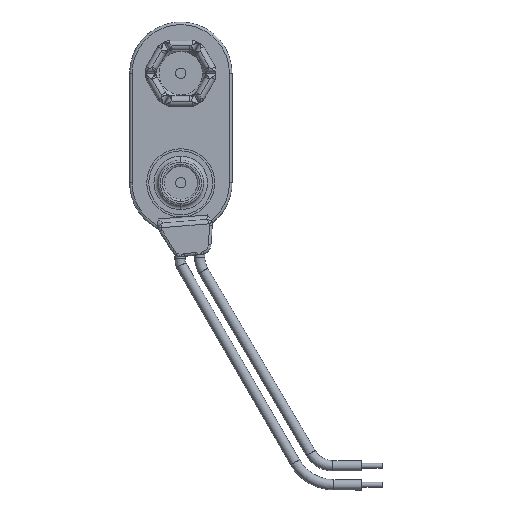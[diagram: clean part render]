
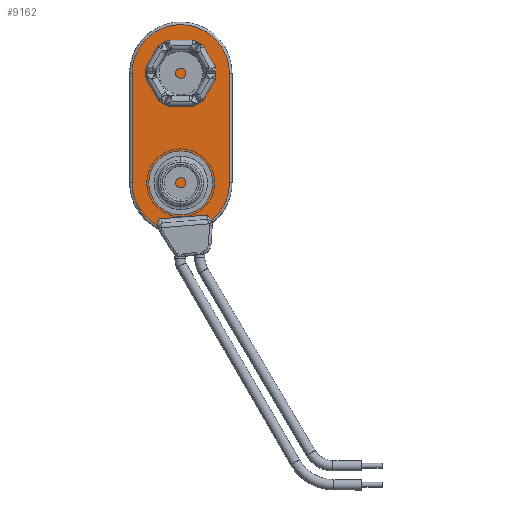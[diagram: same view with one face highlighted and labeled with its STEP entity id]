
A CAD part, left-side view. The second image highlights one B-rep face of the part: STEP entity #9162.
In plain terms, the highlighted planar face has unit normal (-1, 0, 0).
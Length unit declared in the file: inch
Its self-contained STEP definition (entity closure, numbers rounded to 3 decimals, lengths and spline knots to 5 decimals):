
#4 = EDGE_CURVE ( 'NONE', #5568, #15216, #2540, .T. ) ;
#258 = AXIS2_PLACEMENT_3D ( 'NONE', #1974, #5701, #9035 ) ;
#343 = CARTESIAN_POINT ( 'NONE',  ( 0.7625, 0.54816, 0.2655 ) ) ;
#500 = CARTESIAN_POINT ( 'NONE',  ( 0.7625, 0.42332, -0.45156 ) ) ;
#516 = CARTESIAN_POINT ( 'NONE',  ( 0.7625, 0.31225, -0.26563 ) ) ;
#715 = LINE ( 'NONE', #12444, #13916 ) ;
#832 = CARTESIAN_POINT ( 'NONE',  ( 0.7625, 0.16296, -0.44829 ) ) ;
#838 = PLANE ( 'NONE',  #258 ) ;
#1000 = FACE_OUTER_BOUND ( 'NONE', #9800, .T. ) ;
#1045 = EDGE_CURVE ( 'NONE', #4628, #9676, #12113, .T. ) ;
#1127 = DIRECTION ( 'NONE',  ( 0., 0., 1. ) ) ;
#1190 = CARTESIAN_POINT ( 'NONE',  ( 0.7625, 0.07634, 0.2655 ) ) ;
#1326 = CIRCLE ( 'NONE', #3749, 0.23591 ) ;
#1424 = CARTESIAN_POINT ( 'NONE',  ( 0.7625, 0.54816, -0.26563 ) ) ;
#1456 = DIRECTION ( 'NONE',  ( -1., 0., 0. ) ) ;
#1734 = VECTOR ( 'NONE', #1127, 39.37008 ) ;
#1974 = CARTESIAN_POINT ( 'NONE',  ( 0.7625, 0.31225, 0.2655 ) ) ;
#2224 = ORIENTED_EDGE ( 'NONE', *, *, #4, .T. ) ;
#2389 = CIRCLE ( 'NONE', #11789, 0.23591 ) ;
#2535 = CARTESIAN_POINT ( 'NONE',  ( 0.7625, 0.31225, -0.26563 ) ) ;
#2540 = LINE ( 'NONE', #11839, #1734 ) ;
#2741 = CARTESIAN_POINT ( 'NONE',  ( 0.7625, 0.42421, -0.47328 ) ) ;
#2898 = CARTESIAN_POINT ( 'NONE',  ( 0.7625, 0.18181, -0.42116 ) ) ;
#3144 = EDGE_CURVE ( 'NONE', #9676, #5568, #1326, .T. ) ;
#3329 = AXIS2_PLACEMENT_3D ( 'NONE', #516, #1456, #14641 ) ;
#3558 = CARTESIAN_POINT ( 'NONE',  ( 0.7625, 0.31225, 0.2655 ) ) ;
#3660 = VERTEX_POINT ( 'NONE', #1424 ) ;
#3749 = AXIS2_PLACEMENT_3D ( 'NONE', #2535, #7276, #12120 ) ;
#4236 = DIRECTION ( 'NONE',  ( 0., 0., -1. ) ) ;
#4326 = VERTEX_POINT ( 'NONE', #2741 ) ;
#4414 = ORIENTED_EDGE ( 'NONE', *, *, #11650, .T. ) ;
#4580 = CARTESIAN_POINT ( 'NONE',  ( 0.7625, 0.42185, -0.44081 ) ) ;
#4628 = VERTEX_POINT ( 'NONE', #5619 ) ;
#5126 = CARTESIAN_POINT ( 'NONE',  ( 0.7625, 0.42492, -0.46235 ) ) ;
#5568 = VERTEX_POINT ( 'NONE', #8420 ) ;
#5619 = CARTESIAN_POINT ( 'NONE',  ( 0.7625, 0.18181, -0.42116 ) ) ;
#5637 = EDGE_CURVE ( 'NONE', #3660, #4326, #10750, .T. ) ;
#5701 = DIRECTION ( 'NONE',  ( 1., 0., 0. ) ) ;
#5772 = ORIENTED_EDGE ( 'NONE', *, *, #5637, .T. ) ;
#5928 = EDGE_CURVE ( 'NONE', #4326, #9337, #12698, .T. ) ;
#6174 = CARTESIAN_POINT ( 'NONE',  ( 0.7625, 0.16296, -0.44829 ) ) ;
#6585 = ORIENTED_EDGE ( 'NONE', *, *, #7087, .T. ) ;
#7087 = EDGE_CURVE ( 'NONE', #15216, #9992, #2389, .T. ) ;
#7163 = VECTOR ( 'NONE', #8607, 39.37008 ) ;
#7214 = ORIENTED_EDGE ( 'NONE', *, *, #9207, .T. ) ;
#7276 = DIRECTION ( 'NONE',  ( -1., 0., 0. ) ) ;
#7313 = CARTESIAN_POINT ( 'NONE',  ( 0.7625, 0.42421, -0.47328 ) ) ;
#8204 = ORIENTED_EDGE ( 'NONE', *, *, #1045, .T. ) ;
#8306 = DIRECTION ( 'NONE',  ( -1., 0., 0. ) ) ;
#8420 = CARTESIAN_POINT ( 'NONE',  ( 0.7625, 0.07634, -0.26562 ) ) ;
#8572 = CARTESIAN_POINT ( 'NONE',  ( 0.7625, 0.16726, -0.43799 ) ) ;
#8607 = DIRECTION ( 'NONE',  ( 0., -0.997, 0.082 ) ) ;
#8697 = CARTESIAN_POINT ( 'NONE',  ( 0.7625, 0.42185, -0.44081 ) ) ;
#9035 = DIRECTION ( 'NONE',  ( 0., 0., -1. ) ) ;
#9162 = ADVANCED_FACE ( 'NONE', ( #1000 ), #838, .F. ) ;
#9207 = EDGE_CURVE ( 'NONE', #9337, #4628, #11148, .T. ) ;
#9210 = ORIENTED_EDGE ( 'NONE', *, *, #3144, .T. ) ;
#9337 = VERTEX_POINT ( 'NONE', #4580 ) ;
#9676 = VERTEX_POINT ( 'NONE', #832 ) ;
#9800 = EDGE_LOOP ( 'NONE', ( #5772, #12826, #7214, #8204, #9210, #2224, #6585, #4414 ) ) ;
#9992 = VERTEX_POINT ( 'NONE', #343 ) ;
#10750 = CIRCLE ( 'NONE', #3329, 0.23591 ) ;
#11148 = LINE ( 'NONE', #12376, #7163 ) ;
#11650 = EDGE_CURVE ( 'NONE', #9992, #3660, #715, .T. ) ;
#11789 = AXIS2_PLACEMENT_3D ( 'NONE', #3558, #8306, #14305 ) ;
#11839 = CARTESIAN_POINT ( 'NONE',  ( 0.7625, 0.07634, 0.2655 ) ) ;
#12036 = CARTESIAN_POINT ( 'NONE',  ( 0.7625, 0.17457, -0.42955 ) ) ;
#12113 = B_SPLINE_CURVE_WITH_KNOTS ( 'NONE', 3,
 ( #2898, #12036, #8572, #6174 ),
 .UNSPECIFIED., .F., .F.,
 ( 4, 4 ),
 ( -0.00001, 0.00084 ),
 .UNSPECIFIED. ) ;
#12120 = DIRECTION ( 'NONE',  ( 0., 0., -1. ) ) ;
#12376 = CARTESIAN_POINT ( 'NONE',  ( 0.7625, 0.16026, -0.4194 ) ) ;
#12444 = CARTESIAN_POINT ( 'NONE',  ( 0.7625, 0.54816, -0.26563 ) ) ;
#12698 = B_SPLINE_CURVE_WITH_KNOTS ( 'NONE', 3,
 ( #7313, #5126, #500, #8697 ),
 .UNSPECIFIED., .F., .F.,
 ( 4, 4 ),
 ( 0., 0.00083 ),
 .UNSPECIFIED. ) ;
#12826 = ORIENTED_EDGE ( 'NONE', *, *, #5928, .T. ) ;
#13916 = VECTOR ( 'NONE', #4236, 39.37008 ) ;
#14305 = DIRECTION ( 'NONE',  ( 0., 0., -1. ) ) ;
#14641 = DIRECTION ( 'NONE',  ( 0., 0., -1. ) ) ;
#15216 = VERTEX_POINT ( 'NONE', #1190 ) ;
